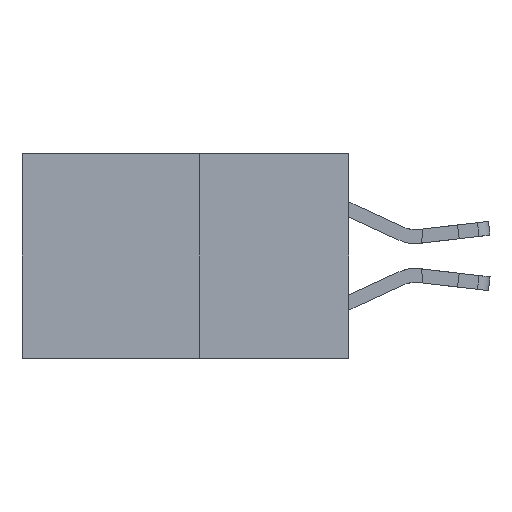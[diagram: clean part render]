
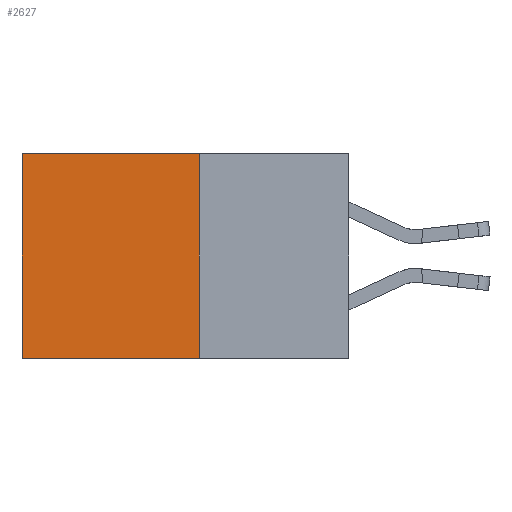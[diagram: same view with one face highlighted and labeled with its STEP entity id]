
A CAD part, left-side view. The second image highlights one B-rep face of the part: STEP entity #2627.
In plain terms, the highlighted planar face has unit normal (-1, 0, 0).
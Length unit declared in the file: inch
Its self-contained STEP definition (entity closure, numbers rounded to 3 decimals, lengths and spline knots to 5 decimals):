
#247 = AXIS2_PLACEMENT_3D ( 'NONE', #1753, #12329, #12238 ) ;
#859 = VERTEX_POINT ( 'NONE', #11939 ) ;
#1753 = CARTESIAN_POINT ( 'NONE',  ( 0.277, 0.27, -0.37 ) ) ;
#2175 = ORIENTED_EDGE ( 'NONE', *, *, #8413, .T. ) ;
#2247 = CARTESIAN_POINT ( 'NONE',  ( 0.277, 0.59, 0. ) ) ;
#2627 = ADVANCED_FACE ( 'NONE', ( #13386 ), #10161, .F. ) ;
#2876 = CARTESIAN_POINT ( 'NONE',  ( 0.277, 0.27, 0. ) ) ;
#3113 = VECTOR ( 'NONE', #13866, 39.37008 ) ;
#3269 = LINE ( 'NONE', #7879, #9444 ) ;
#3297 = VERTEX_POINT ( 'NONE', #5327 ) ;
#3317 = CARTESIAN_POINT ( 'NONE',  ( 0.277, 0.27, -0.37 ) ) ;
#3420 = DIRECTION ( 'NONE',  ( 0., 1., 0. ) ) ;
#4618 = ORIENTED_EDGE ( 'NONE', *, *, #9231, .F. ) ;
#4862 = CARTESIAN_POINT ( 'NONE',  ( 0.277, 0.27, -0.37 ) ) ;
#4969 = DIRECTION ( 'NONE',  ( 0., 0., -1. ) ) ;
#4994 = ORIENTED_EDGE ( 'NONE', *, *, #8822, .F. ) ;
#5327 = CARTESIAN_POINT ( 'NONE',  ( 0.277, 0.59, -0.37 ) ) ;
#6223 = LINE ( 'NONE', #14601, #3113 ) ;
#7790 = DIRECTION ( 'NONE',  ( 0., 0., -1. ) ) ;
#7879 = CARTESIAN_POINT ( 'NONE',  ( 0.277, 0.59, -0.37 ) ) ;
#8413 = EDGE_CURVE ( 'NONE', #9995, #13817, #6223, .T. ) ;
#8822 = EDGE_CURVE ( 'NONE', #9995, #859, #13714, .T. ) ;
#9231 = EDGE_CURVE ( 'NONE', #859, #3297, #10335, .T. ) ;
#9314 = EDGE_LOOP ( 'NONE', ( #13426, #4618, #4994, #2175 ) ) ;
#9444 = VECTOR ( 'NONE', #7790, 39.37008 ) ;
#9760 = EDGE_CURVE ( 'NONE', #13817, #3297, #3269, .T. ) ;
#9972 = VECTOR ( 'NONE', #3420, 39.37008 ) ;
#9995 = VERTEX_POINT ( 'NONE', #2876 ) ;
#10161 = PLANE ( 'NONE',  #247 ) ;
#10335 = LINE ( 'NONE', #3317, #9972 ) ;
#11939 = CARTESIAN_POINT ( 'NONE',  ( 0.277, 0.27, -0.37 ) ) ;
#12238 = DIRECTION ( 'NONE',  ( 0., 0., -1. ) ) ;
#12329 = DIRECTION ( 'NONE',  ( 1., 0., 0. ) ) ;
#12711 = VECTOR ( 'NONE', #4969, 39.37008 ) ;
#13386 = FACE_OUTER_BOUND ( 'NONE', #9314, .T. ) ;
#13426 = ORIENTED_EDGE ( 'NONE', *, *, #9760, .T. ) ;
#13714 = LINE ( 'NONE', #4862, #12711 ) ;
#13817 = VERTEX_POINT ( 'NONE', #2247 ) ;
#13866 = DIRECTION ( 'NONE',  ( 0., 1., 0. ) ) ;
#14601 = CARTESIAN_POINT ( 'NONE',  ( 0.277, 0.27, 0. ) ) ;
